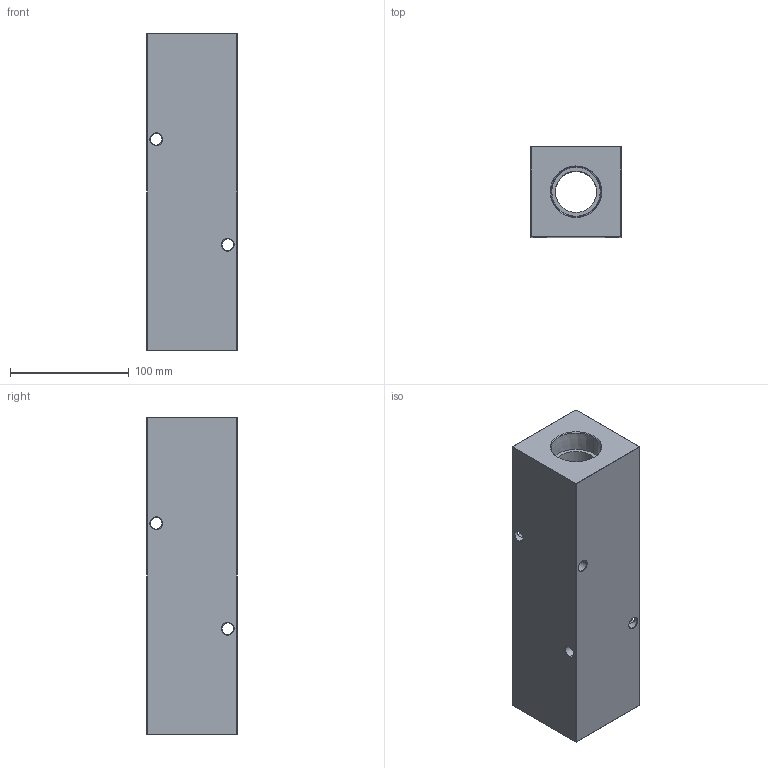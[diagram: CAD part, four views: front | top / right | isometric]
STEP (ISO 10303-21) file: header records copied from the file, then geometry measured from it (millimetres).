
FILE_DESCRIPTION (( 'STEP AP203' ), '1' );
FILE_NAME ('HM-3-90-P-20-16.STEP', '2020-11-06T17:29:54', ( '' ), ( '' ), 'SwSTEP 2.0', 'SolidWorks 2019', '' );
FILE_SCHEMA (( 'CONFIG_CONTROL_DESIGN' ));
Length unit declared in the file: inch
Products named in the file (1): HM-3-90-P-20-16
Bounding box: 76.2 x 76.2 x 266.7 mm (x, y, z)
Volume: 1149445.5 mm3; surface area: 134339.4 mm2
Topology: 1 solids, 1 shells, 522 faces, 1364 edges, 890 vertices
Faces by surface type: plane 250, bspline 206, cone 36, cylinder 30
Entity records: 26729 total; most frequent: CARTESIAN_POINT 15218, ORIENTED_EDGE 2728, DIRECTION 1637, EDGE_CURVE 1364, VERTEX_POINT 890, VECTOR 827, LINE 827, EDGE_LOOP 594
